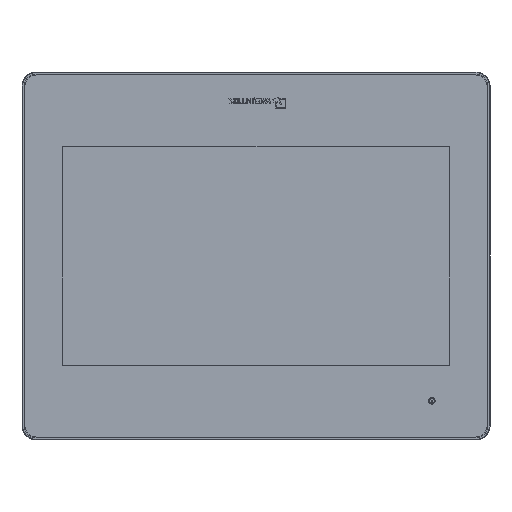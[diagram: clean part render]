
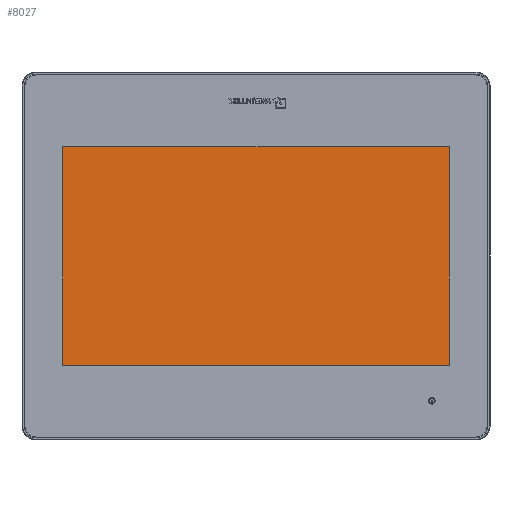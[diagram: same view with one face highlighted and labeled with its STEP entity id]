
A CAD part, top view. The second image highlights one B-rep face of the part: STEP entity #8027.
In plain terms, the highlighted planar face has unit normal (0, 0, 1).
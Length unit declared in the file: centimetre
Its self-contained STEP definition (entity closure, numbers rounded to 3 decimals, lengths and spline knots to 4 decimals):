
#4 = CARTESIAN_POINT ( 'NONE',  ( -11.187, -6.314, 0.543 ) ) ;
#2876 = DIRECTION ( 'NONE',  ( 1., 0., 0. ) ) ;
#3397 = CARTESIAN_POINT ( 'NONE',  ( 11.187, 6.314, 0.543 ) ) ;
#4398 = CARTESIAN_POINT ( 'NONE',  ( -11.187, 9.78, 0.543 ) ) ;
#7323 = ORIENTED_EDGE ( 'NONE', *, *, #42290, .F. ) ;
#8027 = ADVANCED_FACE ( 'NONE', ( #34350 ), #60031, .T. ) ;
#8682 = DIRECTION ( 'NONE',  ( -1., 0., 0. ) ) ;
#9290 = DIRECTION ( 'NONE',  ( 0., 0., 1. ) ) ;
#9688 = LINE ( 'NONE', #64055, #22883 ) ;
#14155 = CARTESIAN_POINT ( 'NONE',  ( -12.68, 9.78, 0.543 ) ) ;
#14241 = DIRECTION ( 'NONE',  ( 0., -1., 0. ) ) ;
#19385 = LINE ( 'NONE', #4398, #23876 ) ;
#22883 = VECTOR ( 'NONE', #14241, 100. ) ;
#23876 = VECTOR ( 'NONE', #39218, 100. ) ;
#23968 = DIRECTION ( 'NONE',  ( -1., 0., 0. ) ) ;
#26304 = EDGE_CURVE ( 'NONE', #36902, #50322, #19385, .T. ) ;
#26427 = AXIS2_PLACEMENT_3D ( 'NONE', #14155, #9290, #23968 ) ;
#29760 = EDGE_LOOP ( 'NONE', ( #48219, #7323, #62084, #33161 ) ) ;
#31534 = LINE ( 'NONE', #57491, #36105 ) ;
#33161 = ORIENTED_EDGE ( 'NONE', *, *, #62515, .F. ) ;
#34350 = FACE_OUTER_BOUND ( 'NONE', #29760, .T. ) ;
#36105 = VECTOR ( 'NONE', #2876, 100. ) ;
#36902 = VERTEX_POINT ( 'NONE', #4 ) ;
#37993 = CARTESIAN_POINT ( 'NONE',  ( -11.187, 6.314, 0.543 ) ) ;
#38309 = CARTESIAN_POINT ( 'NONE',  ( -12.68, -6.314, 0.543 ) ) ;
#39218 = DIRECTION ( 'NONE',  ( 0., 1., 0. ) ) ;
#40511 = VERTEX_POINT ( 'NONE', #52510 ) ;
#41870 = EDGE_CURVE ( 'NONE', #58493, #40511, #9688, .T. ) ;
#42290 = EDGE_CURVE ( 'NONE', #40511, #36902, #62994, .T. ) ;
#48219 = ORIENTED_EDGE ( 'NONE', *, *, #26304, .F. ) ;
#50322 = VERTEX_POINT ( 'NONE', #37993 ) ;
#51849 = VECTOR ( 'NONE', #8682, 100. ) ;
#52510 = CARTESIAN_POINT ( 'NONE',  ( 11.187, -6.314, 0.543 ) ) ;
#57491 = CARTESIAN_POINT ( 'NONE',  ( -12.68, 6.314, 0.543 ) ) ;
#58493 = VERTEX_POINT ( 'NONE', #3397 ) ;
#60031 = PLANE ( 'NONE',  #26427 ) ;
#62084 = ORIENTED_EDGE ( 'NONE', *, *, #41870, .F. ) ;
#62515 = EDGE_CURVE ( 'NONE', #50322, #58493, #31534, .T. ) ;
#62994 = LINE ( 'NONE', #38309, #51849 ) ;
#64055 = CARTESIAN_POINT ( 'NONE',  ( 11.187, 9.78, 0.543 ) ) ;
